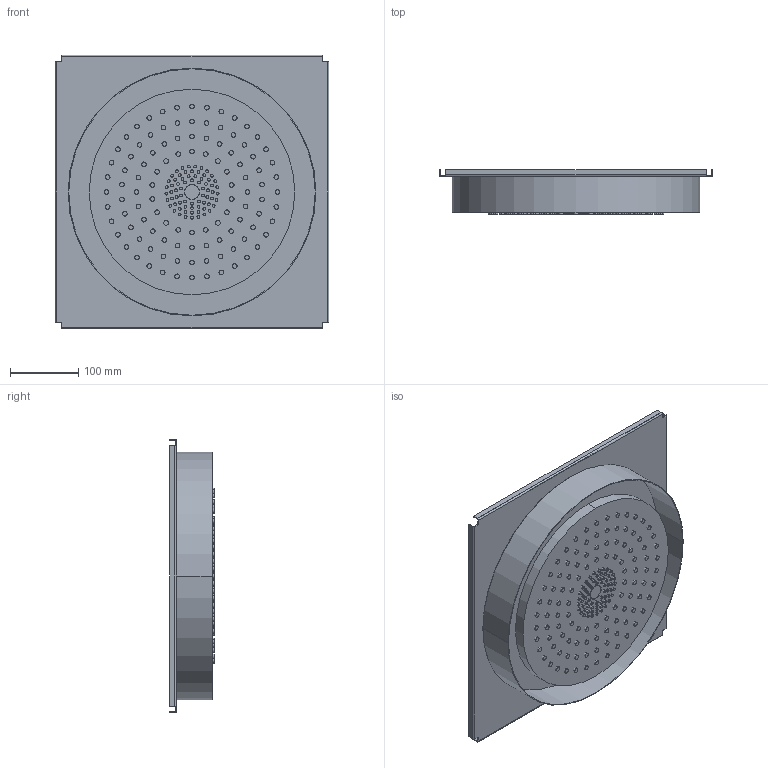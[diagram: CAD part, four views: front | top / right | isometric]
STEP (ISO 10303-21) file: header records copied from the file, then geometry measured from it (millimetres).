
FILE_DESCRIPTION (( 'STEP AP214' ), '1' );
FILE_NAME ('28034970.STEP', '2022-08-11T05:24:00', ( '' ), ( '' ), 'SwSTEP 2.0', 'SolidWorks 2020', '' );
FILE_SCHEMA (( 'AUTOMOTIVE_DESIGN' ));
Length unit declared in the file: millimetre
Products named in the file (7): Planungsmodell_Rohr_gerade-+-28.568.780-10_ _K467_210x5,5; 28034970; Planungsmodell_Reflexionskasten rund 310x250-+-04.17.20.245.00.90-1_K1_Mit_Licht; Planungsmodell_Einsatz-+-09.12.01.099.90-1; Planungsmodell_Rohr_gerade-+-28.568.780-10_ _K468_173x31,1; Planungsmodell_Gehaeuse-mit-LED-+-09.12.05.080-1; Planungsmodell_LED-+-04.10.01.225.00.90-1
Assembly tree (6 placements, depth 2):
  28034970
    Planungsmodell_Gehaeuse-mit-LED-+-09.12.05.080-1
    Planungsmodell_Einsatz-+-09.12.01.099.90-1
    Planungsmodell_LED-+-04.10.01.225.00.90-1
    Planungsmodell_Rohr_gerade-+-28.568.780-10_ _K467_210x5,5
    Planungsmodell_Reflexionskasten rund 310x250-+-04.17.20.245.00.90-1_K1_Mit_Licht
    Planungsmodell_Rohr_gerade-+-28.568.780-10_ _K468_173x31,1
Bounding box: 400 x 65 x 400 mm (x, y, z)
Volume: 2484454.3 mm3; surface area: 886332.2 mm2
Topology: 6 solids, 6 shells, 596 faces, 1212 edges, 808 vertices
Faces by surface type: cylinder 382, plane 212, cone 2
Entity records: 16336 total; most frequent: DIRECTION 3190, CARTESIAN_POINT 2625, ORIENTED_EDGE 2424, AXIS2_PLACEMENT_3D 1373, EDGE_CURVE 1212, VERTEX_POINT 808, EDGE_LOOP 778, CIRCLE 768
